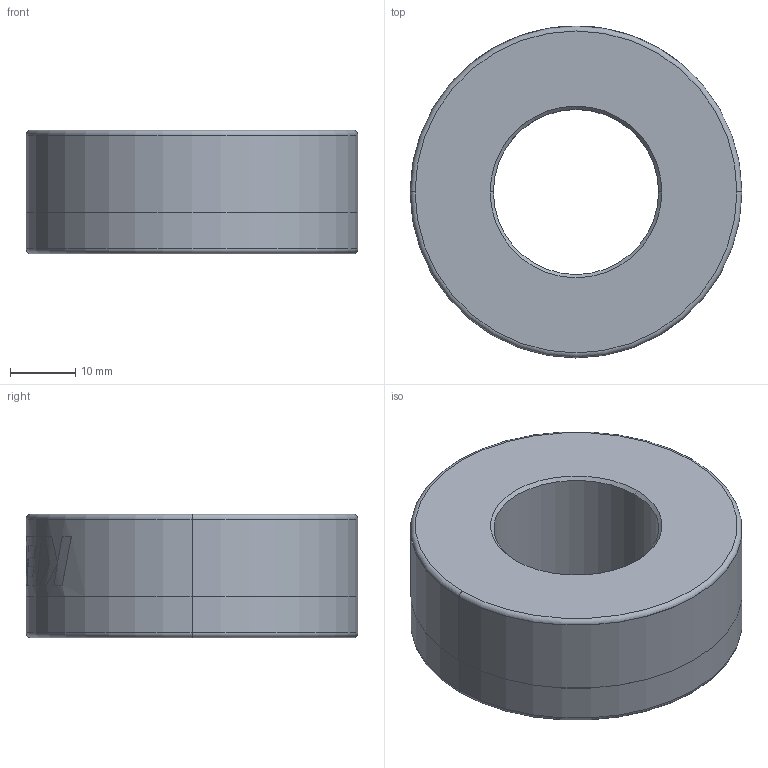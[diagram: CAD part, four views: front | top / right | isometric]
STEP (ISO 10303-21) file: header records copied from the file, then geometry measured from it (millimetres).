
FILE_DESCRIPTION (( 'STEP AP214' ), '1' );
FILE_NAME ('EC_ESDRNC23_D51D225.4T19.STEP', '2019-07-01T20:58:17', ( '' ), ( '' ), 'SwSTEP 2.0', 'SolidWorks 2014', '' );
FILE_SCHEMA (( 'AUTOMOTIVE_DESIGN' ));
Length unit declared in the file: millimetre
Products named in the file (1): EC_ESDRNC23_D51D225.4T19
Bounding box: 51.02 x 51.03 x 19 mm (x, y, z)
Volume: 29148.2 mm3; surface area: 7489 mm2
Topology: 1 solids, 1 shells, 74 faces, 195 edges, 128 vertices
Faces by surface type: bspline 31, plane 26, cylinder 9, torus 4, cone 4
Entity records: 2712 total; most frequent: CARTESIAN_POINT 892, ORIENTED_EDGE 390, DIRECTION 240, EDGE_CURVE 195, VERTEX_POINT 128, AXIS2_PLACEMENT_3D 114, B_SPLINE_CURVE_WITH_KNOTS 113, EDGE_LOOP 81
